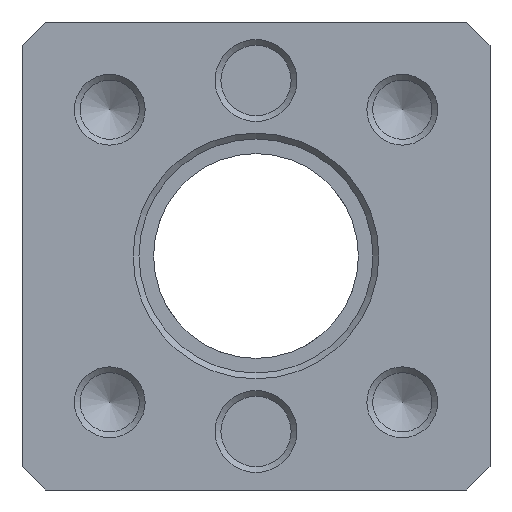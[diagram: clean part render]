
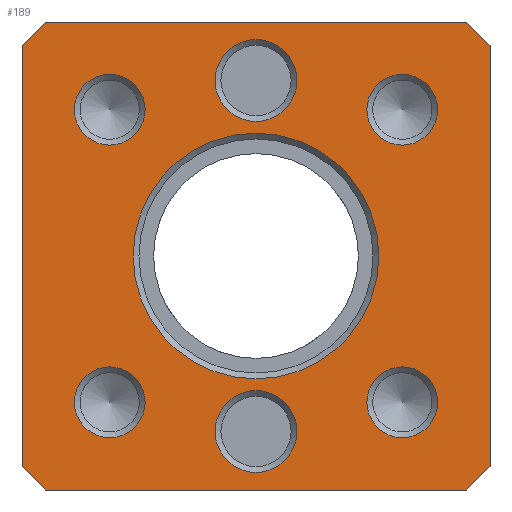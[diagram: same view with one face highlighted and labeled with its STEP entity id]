
A CAD part, front view. The second image highlights one B-rep face of the part: STEP entity #189.
In plain terms, the highlighted planar face has unit normal (0, -1, 0).
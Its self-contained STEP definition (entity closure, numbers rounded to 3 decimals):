
#189 = ADVANCED_FACE( '', ( #498, #499, #500, #501, #502, #503, #504, #505 ), #506, .T. );
#498 = FACE_BOUND( '', #1187, .T. );
#499 = FACE_BOUND( '', #1188, .T. );
#500 = FACE_BOUND( '', #1189, .T. );
#501 = FACE_BOUND( '', #1190, .T. );
#502 = FACE_BOUND( '', #1191, .T. );
#503 = FACE_BOUND( '', #1192, .T. );
#504 = FACE_BOUND( '', #1193, .T. );
#505 = FACE_OUTER_BOUND( '', #1194, .T. );
#506 = PLANE( '', #1195 );
#1187 = EDGE_LOOP( '', ( #2407 ) );
#1188 = EDGE_LOOP( '', ( #2408 ) );
#1189 = EDGE_LOOP( '', ( #2409 ) );
#1190 = EDGE_LOOP( '', ( #2410 ) );
#1191 = EDGE_LOOP( '', ( #2411 ) );
#1192 = EDGE_LOOP( '', ( #2412 ) );
#1193 = EDGE_LOOP( '', ( #2413 ) );
#1194 = EDGE_LOOP( '', ( #2414, #2415, #2416, #2417, #2418, #2419, #2420, #2421 ) );
#1195 = AXIS2_PLACEMENT_3D( '', #2422, #2423, #2424 );
#2407 = ORIENTED_EDGE( '', *, *, #3173, .T. );
#2408 = ORIENTED_EDGE( '', *, *, #3174, .T. );
#2409 = ORIENTED_EDGE( '', *, *, #3149, .T. );
#2410 = ORIENTED_EDGE( '', *, *, #3175, .T. );
#2411 = ORIENTED_EDGE( '', *, *, #3176, .T. );
#2412 = ORIENTED_EDGE( '', *, *, #3177, .T. );
#2413 = ORIENTED_EDGE( '', *, *, #3178, .T. );
#2414 = ORIENTED_EDGE( '', *, *, #3179, .T. );
#2415 = ORIENTED_EDGE( '', *, *, #3180, .T. );
#2416 = ORIENTED_EDGE( '', *, *, #3181, .T. );
#2417 = ORIENTED_EDGE( '', *, *, #3182, .T. );
#2418 = ORIENTED_EDGE( '', *, *, #3183, .T. );
#2419 = ORIENTED_EDGE( '', *, *, #3184, .T. );
#2420 = ORIENTED_EDGE( '', *, *, #3185, .T. );
#2421 = ORIENTED_EDGE( '', *, *, #3131, .T. );
#2422 = CARTESIAN_POINT( '', ( -40., -275.5, -40. ) );
#2423 = DIRECTION( '', ( 0., -1., 0. ) );
#2424 = DIRECTION( '', ( 0., 0., -1. ) );
#3131 = EDGE_CURVE( '', #3439, #3440, #3441, .F. );
#3149 = EDGE_CURVE( '', #3468, #3468, #3469, .F. );
#3173 = EDGE_CURVE( '', #3505, #3505, #3506, .F. );
#3174 = EDGE_CURVE( '', #3507, #3507, #3508, .F. );
#3175 = EDGE_CURVE( '', #3509, #3509, #3510, .F. );
#3176 = EDGE_CURVE( '', #3511, #3511, #3512, .F. );
#3177 = EDGE_CURVE( '', #3513, #3513, #3514, .F. );
#3178 = EDGE_CURVE( '', #3515, #3515, #3516, .F. );
#3179 = EDGE_CURVE( '', #3440, #3517, #3518, .T. );
#3180 = EDGE_CURVE( '', #3517, #3519, #3520, .F. );
#3181 = EDGE_CURVE( '', #3519, #3521, #3522, .T. );
#3182 = EDGE_CURVE( '', #3521, #3523, #3524, .F. );
#3183 = EDGE_CURVE( '', #3523, #3525, #3526, .T. );
#3184 = EDGE_CURVE( '', #3525, #3527, #3528, .F. );
#3185 = EDGE_CURVE( '', #3527, #3439, #3529, .T. );
#3439 = VERTEX_POINT( '', #3973 );
#3440 = VERTEX_POINT( '', #3974 );
#3441 = LINE( '', #3975, #3976 );
#3468 = VERTEX_POINT( '', #4054 );
#3469 = CIRCLE( '', #4055, 7. );
#3505 = VERTEX_POINT( '', #4176 );
#3506 = CIRCLE( '', #4177, 21. );
#3507 = VERTEX_POINT( '', #4178 );
#3508 = CIRCLE( '', #4179, 6.053 );
#3509 = VERTEX_POINT( '', #4180 );
#3510 = CIRCLE( '', #4181, 6.053 );
#3511 = VERTEX_POINT( '', #4182 );
#3512 = CIRCLE( '', #4183, 6.053 );
#3513 = VERTEX_POINT( '', #4184 );
#3514 = CIRCLE( '', #4185, 7. );
#3515 = VERTEX_POINT( '', #4186 );
#3516 = CIRCLE( '', #4187, 6.053 );
#3517 = VERTEX_POINT( '', #4188 );
#3518 = LINE( '', #4189, #4190 );
#3519 = VERTEX_POINT( '', #4191 );
#3520 = LINE( '', #4192, #4193 );
#3521 = VERTEX_POINT( '', #4194 );
#3522 = LINE( '', #4195, #4196 );
#3523 = VERTEX_POINT( '', #4197 );
#3524 = LINE( '', #4198, #4199 );
#3525 = VERTEX_POINT( '', #4200 );
#3526 = LINE( '', #4201, #4202 );
#3527 = VERTEX_POINT( '', #4203 );
#3528 = LINE( '', #4204, #4205 );
#3529 = LINE( '', #4206, #4207 );
#3973 = CARTESIAN_POINT( '', ( -36., -275.5, 40. ) );
#3974 = CARTESIAN_POINT( '', ( -40., -275.5, 36. ) );
#3975 = CARTESIAN_POINT( '', ( -78., -275.5, -2. ) );
#3976 = VECTOR( '', #6071, 1000. );
#4054 = CARTESIAN_POINT( '', ( 0., -275.5, -37. ) );
#4055 = AXIS2_PLACEMENT_3D( '', #6096, #6097, #6098 );
#4176 = CARTESIAN_POINT( '', ( 0., -275.5, -21. ) );
#4177 = AXIS2_PLACEMENT_3D( '', #6132, #6133, #6134 );
#4178 = CARTESIAN_POINT( '', ( -25., -275.5, -31.053 ) );
#4179 = AXIS2_PLACEMENT_3D( '', #6135, #6136, #6137 );
#4180 = CARTESIAN_POINT( '', ( 25., -275.5, -31.053 ) );
#4181 = AXIS2_PLACEMENT_3D( '', #6138, #6139, #6140 );
#4182 = CARTESIAN_POINT( '', ( 25., -275.5, 18.947 ) );
#4183 = AXIS2_PLACEMENT_3D( '', #6141, #6142, #6143 );
#4184 = CARTESIAN_POINT( '', ( 0., -275.5, 23. ) );
#4185 = AXIS2_PLACEMENT_3D( '', #6144, #6145, #6146 );
#4186 = CARTESIAN_POINT( '', ( -25., -275.5, 18.947 ) );
#4187 = AXIS2_PLACEMENT_3D( '', #6147, #6148, #6149 );
#4188 = CARTESIAN_POINT( '', ( -40., -275.5, -36. ) );
#4189 = CARTESIAN_POINT( '', ( -40., -275.5, 40. ) );
#4190 = VECTOR( '', #6150, 1000. );
#4191 = CARTESIAN_POINT( '', ( -36., -275.5, -40. ) );
#4192 = CARTESIAN_POINT( '', ( -38., -275.5, -38. ) );
#4193 = VECTOR( '', #6151, 1000. );
#4194 = CARTESIAN_POINT( '', ( 36., -275.5, -40. ) );
#4195 = CARTESIAN_POINT( '', ( -40., -275.5, -40. ) );
#4196 = VECTOR( '', #6152, 1000. );
#4197 = CARTESIAN_POINT( '', ( 40., -275.5, -36. ) );
#4198 = CARTESIAN_POINT( '', ( -2., -275.5, -78. ) );
#4199 = VECTOR( '', #6153, 1000. );
#4200 = CARTESIAN_POINT( '', ( 40., -275.5, 36. ) );
#4201 = CARTESIAN_POINT( '', ( 40., -275.5, -40. ) );
#4202 = VECTOR( '', #6154, 1000. );
#4203 = CARTESIAN_POINT( '', ( 36., -275.5, 40. ) );
#4204 = CARTESIAN_POINT( '', ( 38., -275.5, 38. ) );
#4205 = VECTOR( '', #6155, 1000. );
#4206 = CARTESIAN_POINT( '', ( 40., -275.5, 40. ) );
#4207 = VECTOR( '', #6156, 1000. );
#6071 = DIRECTION( '', ( 0.707, 0., 0.707 ) );
#6096 = CARTESIAN_POINT( '', ( 0., -275.5, -30. ) );
#6097 = DIRECTION( '', ( 0., -1., 0. ) );
#6098 = DIRECTION( '', ( 0., 0., -1. ) );
#6132 = CARTESIAN_POINT( '', ( 0., -275.5, 0. ) );
#6133 = DIRECTION( '', ( 0., -1., 0. ) );
#6134 = DIRECTION( '', ( 0., 0., -1. ) );
#6135 = CARTESIAN_POINT( '', ( -25., -275.5, -25. ) );
#6136 = DIRECTION( '', ( 0., -1., 0. ) );
#6137 = DIRECTION( '', ( 0., 0., -1. ) );
#6138 = CARTESIAN_POINT( '', ( 25., -275.5, -25. ) );
#6139 = DIRECTION( '', ( 0., -1., 0. ) );
#6140 = DIRECTION( '', ( 0., 0., -1. ) );
#6141 = CARTESIAN_POINT( '', ( 25., -275.5, 25. ) );
#6142 = DIRECTION( '', ( 0., -1., 0. ) );
#6143 = DIRECTION( '', ( 0., 0., -1. ) );
#6144 = CARTESIAN_POINT( '', ( 0., -275.5, 30. ) );
#6145 = DIRECTION( '', ( 0., -1., 0. ) );
#6146 = DIRECTION( '', ( 0., 0., -1. ) );
#6147 = CARTESIAN_POINT( '', ( -25., -275.5, 25. ) );
#6148 = DIRECTION( '', ( 0., -1., 0. ) );
#6149 = DIRECTION( '', ( 0., 0., -1. ) );
#6150 = DIRECTION( '', ( 0., 0., -1. ) );
#6151 = DIRECTION( '', ( -0.707, 0., 0.707 ) );
#6152 = DIRECTION( '', ( 1., 0., 0. ) );
#6153 = DIRECTION( '', ( -0.707, 0., -0.707 ) );
#6154 = DIRECTION( '', ( 0., 0., 1. ) );
#6155 = DIRECTION( '', ( 0.707, 0., -0.707 ) );
#6156 = DIRECTION( '', ( -1., 0., 0. ) );
